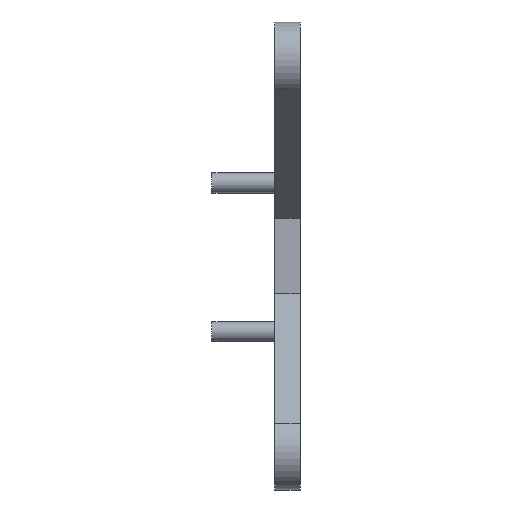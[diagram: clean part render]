
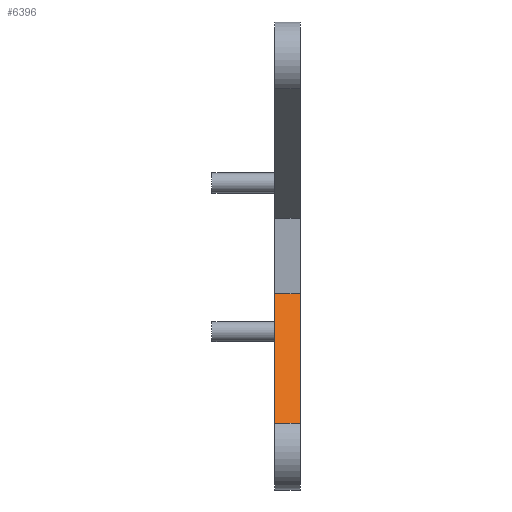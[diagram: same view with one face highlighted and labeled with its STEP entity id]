
A CAD part, left-side view. The second image highlights one B-rep face of the part: STEP entity #6396.
In plain terms, the highlighted planar face has unit normal (-0.643, 0, 0.766).
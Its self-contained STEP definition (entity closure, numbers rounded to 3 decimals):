
#439 = CARTESIAN_POINT ( 'NONE',  ( -146.881, 0., -92.992 ) ) ;
#832 = CARTESIAN_POINT ( 'NONE',  ( -85.597, 10., -41.569 ) ) ;
#901 = LINE ( 'NONE', #9215, #12625 ) ;
#1405 = EDGE_LOOP ( 'NONE', ( #4859, #13051, #12669, #4348 ) ) ;
#1522 = CARTESIAN_POINT ( 'NONE',  ( -146.881, 10., -92.992 ) ) ;
#2002 = PLANE ( 'NONE',  #11742 ) ;
#2018 = VECTOR ( 'NONE', #9273, 1000. ) ;
#2112 = DIRECTION ( 'NONE',  ( 0.766, 0., 0.643 ) ) ;
#2689 = VERTEX_POINT ( 'NONE', #439 ) ;
#2792 = EDGE_CURVE ( 'NONE', #8563, #11038, #3732, .T. ) ;
#3732 = LINE ( 'NONE', #832, #10722 ) ;
#4041 = DIRECTION ( 'NONE',  ( 0.643, 0., -0.766 ) ) ;
#4306 = DIRECTION ( 'NONE',  ( -0.766, 0., -0.643 ) ) ;
#4348 = ORIENTED_EDGE ( 'NONE', *, *, #8077, .T. ) ;
#4859 = ORIENTED_EDGE ( 'NONE', *, *, #5003, .T. ) ;
#5003 = EDGE_CURVE ( 'NONE', #2689, #11038, #901, .T. ) ;
#6096 = CARTESIAN_POINT ( 'NONE',  ( -146.881, 10., -92.992 ) ) ;
#6377 = CARTESIAN_POINT ( 'NONE',  ( -85.597, 10., -41.569 ) ) ;
#6396 = ADVANCED_FACE ( 'NONE', ( #11341 ), #2002, .F. ) ;
#6777 = VECTOR ( 'NONE', #12620, 1000. ) ;
#8077 = EDGE_CURVE ( 'NONE', #11322, #2689, #11806, .T. ) ;
#8259 = LINE ( 'NONE', #6096, #2018 ) ;
#8431 = EDGE_CURVE ( 'NONE', #11322, #8563, #8259, .T. ) ;
#8563 = VERTEX_POINT ( 'NONE', #6377 ) ;
#9215 = CARTESIAN_POINT ( 'NONE',  ( -146.881, 0., -92.992 ) ) ;
#9273 = DIRECTION ( 'NONE',  ( 0.766, 0., 0.643 ) ) ;
#10722 = VECTOR ( 'NONE', #11993, 1000. ) ;
#11038 = VERTEX_POINT ( 'NONE', #11664 ) ;
#11322 = VERTEX_POINT ( 'NONE', #1522 ) ;
#11341 = FACE_OUTER_BOUND ( 'NONE', #1405, .T. ) ;
#11663 = CARTESIAN_POINT ( 'NONE',  ( -146.881, 10., -92.992 ) ) ;
#11664 = CARTESIAN_POINT ( 'NONE',  ( -85.597, 0., -41.569 ) ) ;
#11742 = AXIS2_PLACEMENT_3D ( 'NONE', #12431, #4041, #4306 ) ;
#11806 = LINE ( 'NONE', #11663, #6777 ) ;
#11993 = DIRECTION ( 'NONE',  ( 0., -1., 0. ) ) ;
#12431 = CARTESIAN_POINT ( 'NONE',  ( -146.881, 10., -92.992 ) ) ;
#12620 = DIRECTION ( 'NONE',  ( 0., -1., 0. ) ) ;
#12625 = VECTOR ( 'NONE', #2112, 1000. ) ;
#12669 = ORIENTED_EDGE ( 'NONE', *, *, #8431, .F. ) ;
#13051 = ORIENTED_EDGE ( 'NONE', *, *, #2792, .F. ) ;
